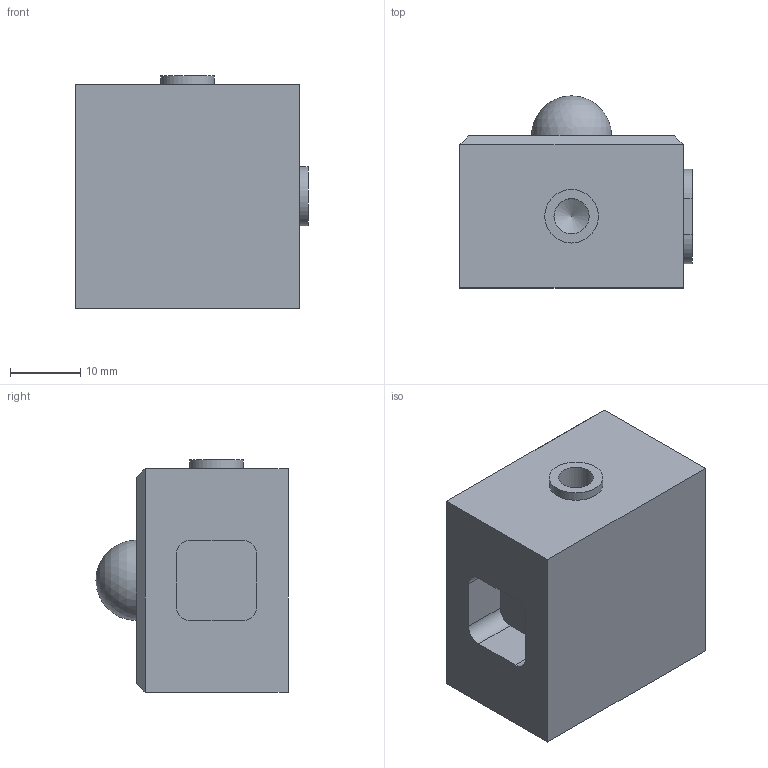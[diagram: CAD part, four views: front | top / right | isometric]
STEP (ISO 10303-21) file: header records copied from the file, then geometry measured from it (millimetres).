
FILE_DESCRIPTION(/* description */ (''),/* implementation_level */ '2;1');
FILE_NAME(/* name */ 'V2 First Part_2021 v33 v1.step',/* time_stamp */ '2024-02-08T08:24:49-07:00',/* author */ (''),/* organization */ (''),/* preprocessor_version */ 'ST-DEVELOPER v20',/* originating_system */ 'Autodesk Translation Framework v12.14.0.127',/* authorisation */ '');
FILE_SCHEMA (('AUTOMOTIVE_DESIGN { 1 0 10303 214 3 1 1 }'));
Length unit declared in the file: inch
Products named in the file (1): V2 First Part_2021 v33
Bounding box: 33.02 x 27.3 x 33.02 mm (x, y, z)
Volume: 20410.2 mm3; surface area: 5588.8 mm2
Topology: 1 solids, 1 shells, 41 faces, 97 edges, 63 vertices
Faces by surface type: plane 26, cylinder 13, sphere 1, cone 1
Full cylindrical faces by diameter (mm): 5 x1, 7.62 x1
Entity records: 1211 total; most frequent: DIRECTION 207, CARTESIAN_POINT 200, ORIENTED_EDGE 190, EDGE_CURVE 95, AXIS2_PLACEMENT_3D 70, LINE 67, VECTOR 67, VERTEX_POINT 63
